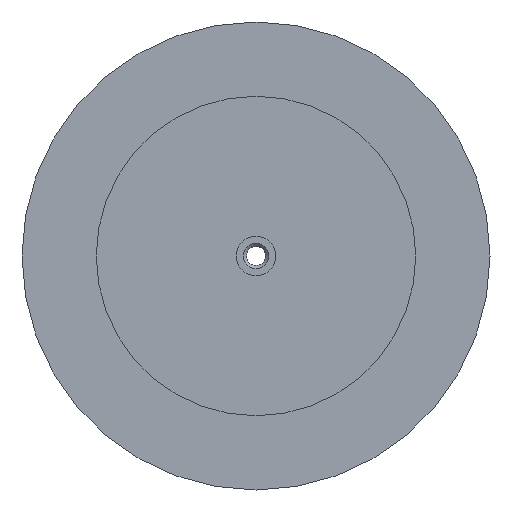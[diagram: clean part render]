
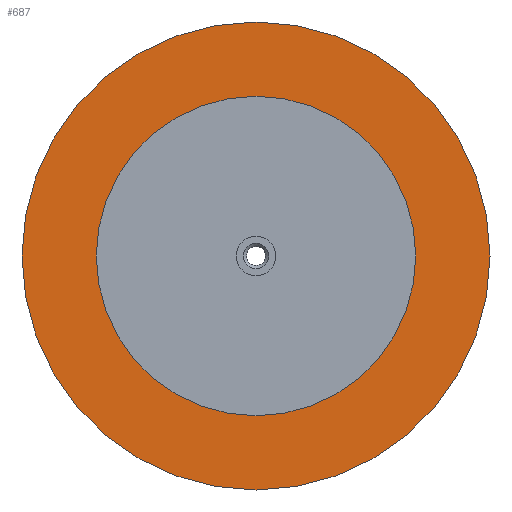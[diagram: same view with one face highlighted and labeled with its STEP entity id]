
A CAD part, front view. The second image highlights one B-rep face of the part: STEP entity #687.
In plain terms, the highlighted planar face has unit normal (0, -1, 0).
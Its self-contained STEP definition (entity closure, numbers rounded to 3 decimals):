
#90=FACE_BOUND('',#185,.T.);
#101=PLANE('',#833);
#138=FACE_OUTER_BOUND('',#184,.T.);
#184=EDGE_LOOP('',(#508,#509));
#185=EDGE_LOOP('',(#510,#511));
#277=CIRCLE('',#821,37.5);
#278=CIRCLE('',#822,37.5);
#283=CIRCLE('',#831,25.6);
#284=CIRCLE('',#832,25.6);
#327=VERTEX_POINT('',#1150);
#328=VERTEX_POINT('',#1152);
#333=VERTEX_POINT('',#1168);
#334=VERTEX_POINT('',#1170);
#391=EDGE_CURVE('',#327,#328,#277,.T.);
#392=EDGE_CURVE('',#328,#327,#278,.T.);
#399=EDGE_CURVE('',#334,#333,#283,.T.);
#400=EDGE_CURVE('',#333,#334,#284,.T.);
#508=ORIENTED_EDGE('',*,*,#392,.F.);
#509=ORIENTED_EDGE('',*,*,#391,.F.);
#510=ORIENTED_EDGE('',*,*,#399,.T.);
#511=ORIENTED_EDGE('',*,*,#400,.T.);
#687=ADVANCED_FACE('',(#138,#90),#101,.T.);
#821=AXIS2_PLACEMENT_3D('',#1153,#932,#933);
#822=AXIS2_PLACEMENT_3D('',#1154,#934,#935);
#831=AXIS2_PLACEMENT_3D('',#1171,#954,#955);
#832=AXIS2_PLACEMENT_3D('',#1172,#956,#957);
#833=AXIS2_PLACEMENT_3D('',#1173,#958,#959);
#932=DIRECTION('center_axis',(0.,1.,0.));
#933=DIRECTION('ref_axis',(1.,0.,0.));
#934=DIRECTION('center_axis',(0.,1.,0.));
#935=DIRECTION('ref_axis',(1.,0.,0.));
#954=DIRECTION('center_axis',(0.,1.,0.));
#955=DIRECTION('ref_axis',(1.,0.,0.));
#956=DIRECTION('center_axis',(0.,1.,0.));
#957=DIRECTION('ref_axis',(1.,0.,0.));
#958=DIRECTION('center_axis',(0.,-1.,0.));
#959=DIRECTION('ref_axis',(0.,0.,-1.));
#1150=CARTESIAN_POINT('',(37.5,0.,0.));
#1152=CARTESIAN_POINT('',(-37.5,0.,0.));
#1153=CARTESIAN_POINT('Origin',(0.,0.,0.));
#1154=CARTESIAN_POINT('Origin',(0.,0.,0.));
#1168=CARTESIAN_POINT('',(25.6,0.,0.));
#1170=CARTESIAN_POINT('',(-25.6,0.,0.));
#1171=CARTESIAN_POINT('Origin',(0.,0.,0.));
#1172=CARTESIAN_POINT('Origin',(0.,0.,0.));
#1173=CARTESIAN_POINT('Origin',(-37.5,0.,0.));
